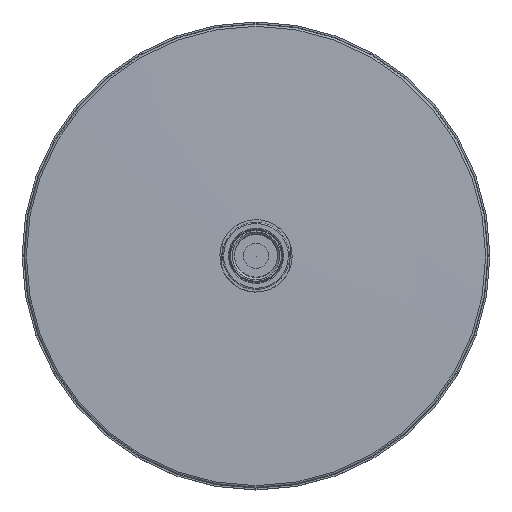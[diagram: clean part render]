
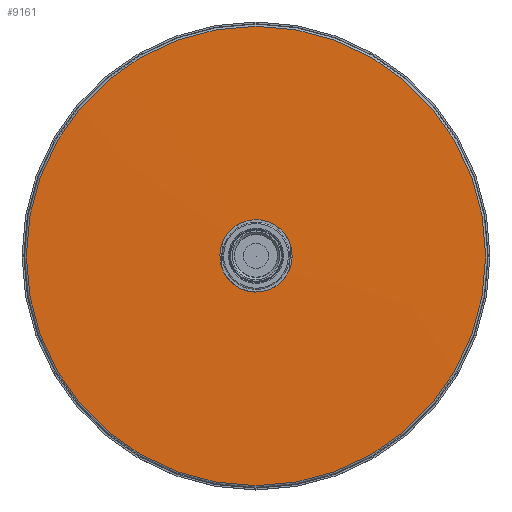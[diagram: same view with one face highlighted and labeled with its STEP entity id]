
A CAD part, top view. The second image highlights one B-rep face of the part: STEP entity #9161.
In plain terms, the highlighted conical face has half-angle 89.5 degrees and reference radius 12.87 mm.
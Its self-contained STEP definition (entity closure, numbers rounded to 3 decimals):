
#2226=ORIENTED_EDGE('',*,*,#3254,.F.);
#2227=ORIENTED_EDGE('',*,*,#3255,.T.);
#3254=EDGE_CURVE('',#4250,#4250,#5048,.T.);
#3255=EDGE_CURVE('',#4251,#4251,#5049,.T.);
#4250=VERTEX_POINT('',#49594);
#4251=VERTEX_POINT('',#49597);
#5048=CIRCLE('',#12099,101.107);
#5049=CIRCLE('',#12101,14.6);
#6598=EDGE_LOOP('',(#2226));
#6599=EDGE_LOOP('',(#2227));
#8162=FACE_BOUND('',#6598,.T.);
#8163=FACE_BOUND('',#6599,.T.);
#8459=CONICAL_SURFACE('',#12100,12.87,1.562);
#9161=ADVANCED_FACE('',(#8162,#8163),#8459,.T.);
#12099=AXIS2_PLACEMENT_3D('',#49593,#15072,#15073);
#12100=AXIS2_PLACEMENT_3D('',#49595,#15074,#15075);
#12101=AXIS2_PLACEMENT_3D('',#49596,#15076,#15077);
#15072=DIRECTION('',(0.,0.,-1.));
#15073=DIRECTION('',(0.,-1.,0.));
#15074=DIRECTION('',(0.,0.,-1.));
#15075=DIRECTION('',(0.,-1.,0.));
#15076=DIRECTION('',(0.,0.,-1.));
#15077=DIRECTION('',(0.,-1.,0.));
#49593=CARTESIAN_POINT('',(0.,0.,13.788));
#49594=CARTESIAN_POINT('',(0.,-101.107,13.788));
#49595=CARTESIAN_POINT('',(0.,0.,14.558));
#49596=CARTESIAN_POINT('',(0.,0.,14.543));
#49597=CARTESIAN_POINT('',(0.,-14.6,14.543));
